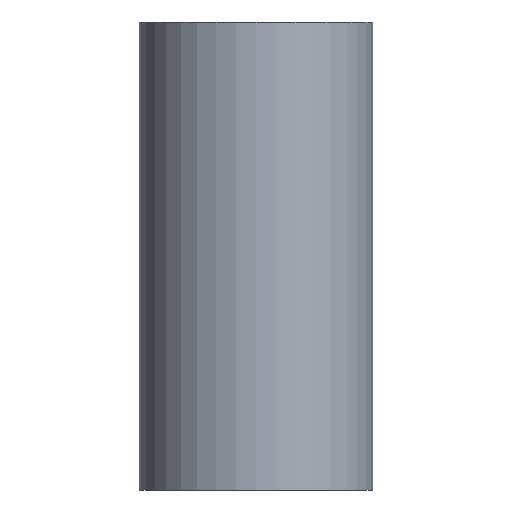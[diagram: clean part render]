
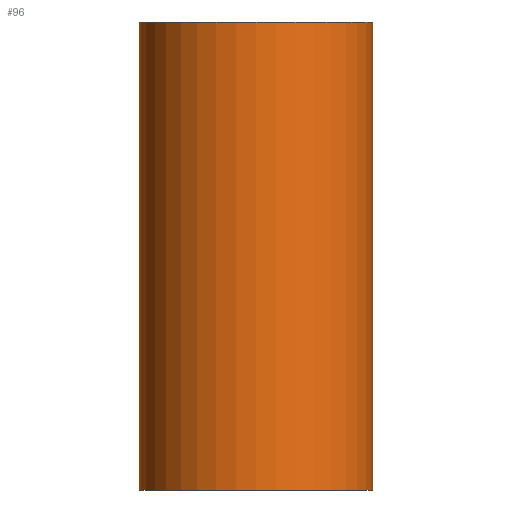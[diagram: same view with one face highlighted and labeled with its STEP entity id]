
A CAD part, front view. The second image highlights one B-rep face of the part: STEP entity #96.
In plain terms, the highlighted cylindrical face has radius 38 mm (diameter 76 mm), a partial arc.
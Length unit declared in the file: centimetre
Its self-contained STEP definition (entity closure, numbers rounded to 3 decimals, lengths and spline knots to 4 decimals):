
#2 = EDGE_CURVE ( 'NONE', #81, #136, #199, .T. ) ;
#4 = EDGE_LOOP ( 'NONE', ( #173, #17, #58, #161 ) ) ;
#5 = VERTEX_POINT ( 'NONE', #80 ) ;
#6 = EDGE_CURVE ( 'NONE', #192, #81, #229, .T. ) ;
#13 = CARTESIAN_POINT ( 'NONE',  ( 3.8, 0., 0. ) ) ;
#14 = DIRECTION ( 'NONE',  ( 1., 0., 0. ) ) ;
#17 = ORIENTED_EDGE ( 'NONE', *, *, #6, .F. ) ;
#22 = CARTESIAN_POINT ( 'NONE',  ( 0., 0., 15.2 ) ) ;
#40 = CARTESIAN_POINT ( 'NONE',  ( 0., 0., 15.2 ) ) ;
#47 = LINE ( 'NONE', #205, #243 ) ;
#58 = ORIENTED_EDGE ( 'NONE', *, *, #202, .T. ) ;
#61 = CIRCLE ( 'NONE', #151, 3.8 ) ;
#62 = CARTESIAN_POINT ( 'NONE',  ( 3.8, 0., 15.2 ) ) ;
#80 = CARTESIAN_POINT ( 'NONE',  ( -3.8, 0., 0. ) ) ;
#81 = VERTEX_POINT ( 'NONE', #62 ) ;
#90 = AXIS2_PLACEMENT_3D ( 'NONE', #22, #158, #218 ) ;
#96 = ADVANCED_FACE ( 'NONE', ( #216 ), #196, .T. ) ;
#106 = DIRECTION ( 'NONE',  ( 0., 0., -1. ) ) ;
#111 = DIRECTION ( 'NONE',  ( 0., 0., 1. ) ) ;
#128 = DIRECTION ( 'NONE',  ( -1., 0., 0. ) ) ;
#136 = VERTEX_POINT ( 'NONE', #13 ) ;
#151 = AXIS2_PLACEMENT_3D ( 'NONE', #187, #111, #14 ) ;
#158 = DIRECTION ( 'NONE',  ( 0., 0., 1. ) ) ;
#161 = ORIENTED_EDGE ( 'NONE', *, *, #208, .T. ) ;
#171 = AXIS2_PLACEMENT_3D ( 'NONE', #40, #197, #128 ) ;
#173 = ORIENTED_EDGE ( 'NONE', *, *, #2, .F. ) ;
#187 = CARTESIAN_POINT ( 'NONE',  ( 0., 0., 0. ) ) ;
#192 = VERTEX_POINT ( 'NONE', #220 ) ;
#196 = CYLINDRICAL_SURFACE ( 'NONE', #171, 3.8 ) ;
#197 = DIRECTION ( 'NONE',  ( 0., 0., -1. ) ) ;
#198 = VECTOR ( 'NONE', #106, 100. ) ;
#199 = LINE ( 'NONE', #234, #198 ) ;
#202 = EDGE_CURVE ( 'NONE', #192, #5, #47, .T. ) ;
#205 = CARTESIAN_POINT ( 'NONE',  ( -3.8, 0., 15.2 ) ) ;
#208 = EDGE_CURVE ( 'NONE', #5, #136, #61, .T. ) ;
#216 = FACE_OUTER_BOUND ( 'NONE', #4, .T. ) ;
#218 = DIRECTION ( 'NONE',  ( 1., 0., 0. ) ) ;
#220 = CARTESIAN_POINT ( 'NONE',  ( -3.8, 0., 15.2 ) ) ;
#229 = CIRCLE ( 'NONE', #90, 3.8 ) ;
#234 = CARTESIAN_POINT ( 'NONE',  ( 3.8, 0., 15.2 ) ) ;
#239 = DIRECTION ( 'NONE',  ( 0., 0., -1. ) ) ;
#243 = VECTOR ( 'NONE', #239, 100. ) ;
